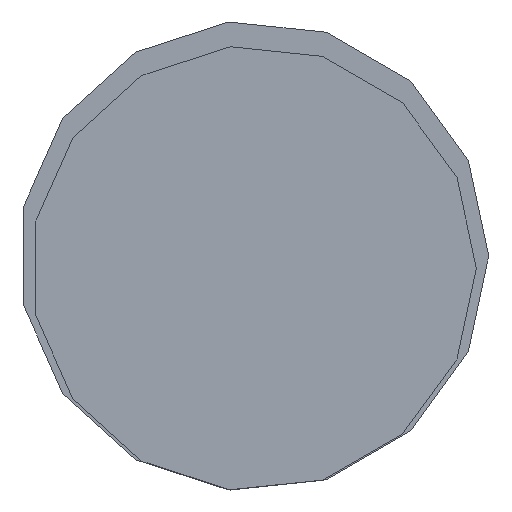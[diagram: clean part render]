
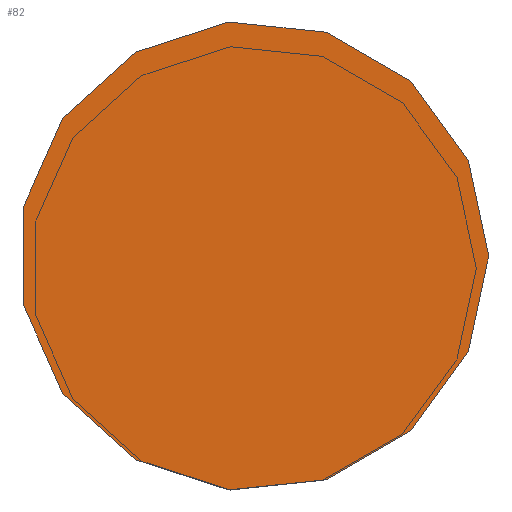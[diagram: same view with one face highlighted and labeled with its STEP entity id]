
A CAD part, front view. The second image highlights one B-rep face of the part: STEP entity #82.
In plain terms, the highlighted planar face has unit normal (0, -1, 0).
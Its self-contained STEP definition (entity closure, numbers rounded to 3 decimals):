
#82 = ADVANCED_FACE( '', ( #137 ), #138, .T. );
#137 = FACE_OUTER_BOUND( '', #171, .T. );
#138 = PLANE( '', #172 );
#171 = EDGE_LOOP( '', ( #203 ) );
#172 = AXIS2_PLACEMENT_3D( '', #204, #205, #206 );
#203 = ORIENTED_EDGE( '', *, *, #214, .T. );
#204 = CARTESIAN_POINT( '', ( 0., -500.1, 0. ) );
#205 = DIRECTION( '', ( 0., -1., 0. ) );
#206 = DIRECTION( '', ( 0., 0., -1. ) );
#214 = EDGE_CURVE( '', #226, #226, #227, .T. );
#226 = VERTEX_POINT( '', #240 );
#227 = CIRCLE( '', #241, 0.95 );
#240 = CARTESIAN_POINT( '', ( 0.95, -500.1, 0. ) );
#241 = AXIS2_PLACEMENT_3D( '', #252, #253, #254 );
#252 = CARTESIAN_POINT( '', ( 0., -500.1, 0. ) );
#253 = DIRECTION( '', ( 0., -1., 0. ) );
#254 = DIRECTION( '', ( 1., 0., 0. ) );
